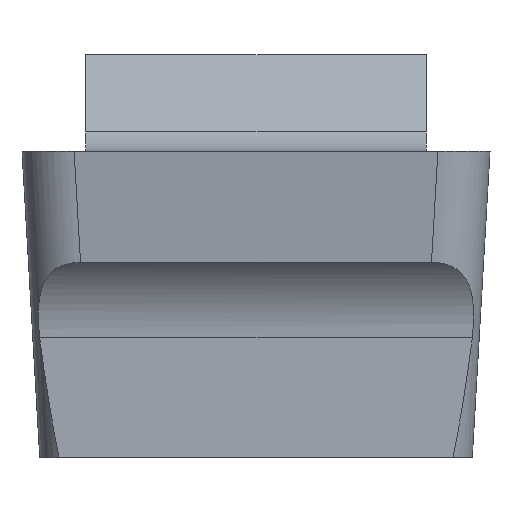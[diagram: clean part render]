
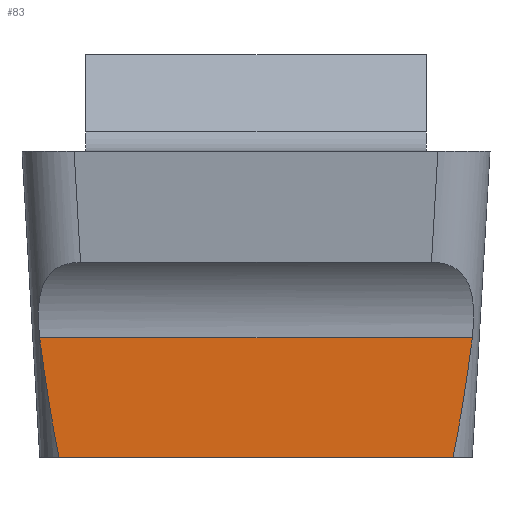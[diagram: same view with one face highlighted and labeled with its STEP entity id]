
A CAD part, front view. The second image highlights one B-rep face of the part: STEP entity #83.
In plain terms, the highlighted planar face has unit normal (0, -1, 0).
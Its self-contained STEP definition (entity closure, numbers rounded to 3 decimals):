
#83=ADVANCED_FACE('',(#135),#105,.T.);
#105=PLANE('',#712);
#135=FACE_OUTER_BOUND('',#167,.T.);
#167=EDGE_LOOP('',(#451,#452,#453,#454));
#177=LINE('',#921,#235);
#227=LINE('',#1226,#285);
#235=VECTOR('',#734,1.);
#285=VECTOR('',#858,1.);
#451=ORIENTED_EDGE('',*,*,#538,.F.);
#452=ORIENTED_EDGE('',*,*,#563,.F.);
#453=ORIENTED_EDGE('',*,*,#615,.T.);
#454=ORIENTED_EDGE('',*,*,#557,.F.);
#478=VERTEX_POINT('',#920);
#479=VERTEX_POINT('',#922);
#495=VERTEX_POINT('',#1005);
#499=VERTEX_POINT('',#1054);
#538=EDGE_CURVE('',#478,#479,#177,.T.);
#557=EDGE_CURVE('',#479,#495,#625,.T.);
#563=EDGE_CURVE('',#499,#478,#627,.T.);
#615=EDGE_CURVE('',#499,#495,#227,.T.);
#625=ELLIPSE('',#683,6.575,0.8);
#627=ELLIPSE('',#686,6.575,0.8);
#683=AXIS2_PLACEMENT_3D('',#1004,#760,#761);
#686=AXIS2_PLACEMENT_3D('',#1056,#768,#769);
#712=AXIS2_PLACEMENT_3D('',#1227,#859,#860);
#734=DIRECTION('',(-1.,0.,0.));
#760=DIRECTION('',(0.,1.,0.));
#761=DIRECTION('',(0.058,0.,-0.998));
#768=DIRECTION('',(0.,1.,0.));
#769=DIRECTION('',(-0.058,0.,-0.998));
#858=DIRECTION('',(-1.,0.,0.));
#859=DIRECTION('',(0.,-1.,0.));
#860=DIRECTION('',(0.,0.,-1.));
#920=CARTESIAN_POINT('',(3.003,0.35,-4.672));
#921=CARTESIAN_POINT('',(-2.6,0.35,-4.672));
#922=CARTESIAN_POINT('',(-3.003,0.35,-4.672));
#1004=CARTESIAN_POINT('',(-2.795,0.35,0.456));
#1005=CARTESIAN_POINT('',(-3.299,0.35,-2.85));
#1054=CARTESIAN_POINT('',(3.299,0.35,-2.85));
#1056=CARTESIAN_POINT('',(2.795,0.35,0.456));
#1226=CARTESIAN_POINT('',(10.,0.35,-2.85));
#1227=CARTESIAN_POINT('',(10.,0.35,-12.85));
